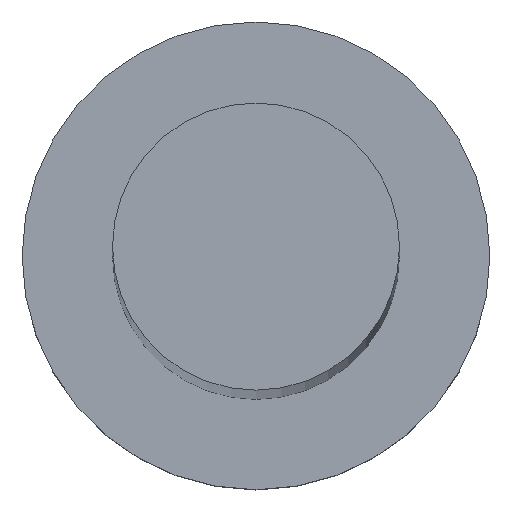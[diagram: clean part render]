
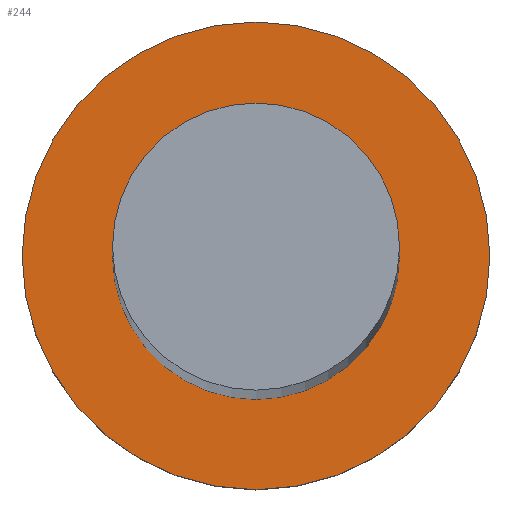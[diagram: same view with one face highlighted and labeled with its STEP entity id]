
A CAD part, top view. The second image highlights one B-rep face of the part: STEP entity #244.
In plain terms, the highlighted planar face has unit normal (0, 0, 1).
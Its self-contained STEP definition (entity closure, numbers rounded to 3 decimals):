
#1 = FACE_OUTER_BOUND ( 'NONE', #187, .T. ) ;
#3 = CIRCLE ( 'NONE', #91, 6.75 ) ;
#11 = CARTESIAN_POINT ( 'NONE',  ( 0., 0., 7. ) ) ;
#20 = VERTEX_POINT ( 'NONE', #236 ) ;
#24 = VERTEX_POINT ( 'NONE', #194 ) ;
#25 = PLANE ( 'NONE',  #33 ) ;
#26 = ORIENTED_EDGE ( 'NONE', *, *, #181, .F. ) ;
#28 = AXIS2_PLACEMENT_3D ( 'NONE', #241, #240, #179 ) ;
#33 = AXIS2_PLACEMENT_3D ( 'NONE', #210, #232, #110 ) ;
#41 = DIRECTION ( 'NONE',  ( 1., 0., 0. ) ) ;
#54 = CIRCLE ( 'NONE', #192, 11. ) ;
#75 = EDGE_CURVE ( 'NONE', #113, #24, #130, .T. ) ;
#79 = VERTEX_POINT ( 'NONE', #218 ) ;
#91 = AXIS2_PLACEMENT_3D ( 'NONE', #127, #168, #41 ) ;
#98 = ORIENTED_EDGE ( 'NONE', *, *, #75, .T. ) ;
#100 = DIRECTION ( 'NONE',  ( 0., 0., 1. ) ) ;
#104 = AXIS2_PLACEMENT_3D ( 'NONE', #11, #100, #118 ) ;
#110 = DIRECTION ( 'NONE',  ( 1., 0., 0. ) ) ;
#113 = VERTEX_POINT ( 'NONE', #222 ) ;
#118 = DIRECTION ( 'NONE',  ( 1., 0., 0. ) ) ;
#127 = CARTESIAN_POINT ( 'NONE',  ( 0., 0., 7. ) ) ;
#130 = CIRCLE ( 'NONE', #28, 11. ) ;
#133 = EDGE_LOOP ( 'NONE', ( #135, #26 ) ) ;
#135 = ORIENTED_EDGE ( 'NONE', *, *, #142, .F. ) ;
#142 = EDGE_CURVE ( 'NONE', #20, #79, #220, .T. ) ;
#168 = DIRECTION ( 'NONE',  ( 0., 0., 1. ) ) ;
#170 = ORIENTED_EDGE ( 'NONE', *, *, #186, .T. ) ;
#179 = DIRECTION ( 'NONE',  ( 1., 0., 0. ) ) ;
#181 = EDGE_CURVE ( 'NONE', #79, #20, #3, .T. ) ;
#186 = EDGE_CURVE ( 'NONE', #24, #113, #54, .T. ) ;
#187 = EDGE_LOOP ( 'NONE', ( #170, #98 ) ) ;
#191 = FACE_BOUND ( 'NONE', #133, .T. ) ;
#192 = AXIS2_PLACEMENT_3D ( 'NONE', #214, #212, #235 ) ;
#194 = CARTESIAN_POINT ( 'NONE',  ( -11., 0., 7. ) ) ;
#210 = CARTESIAN_POINT ( 'NONE',  ( 0., 0., 7. ) ) ;
#212 = DIRECTION ( 'NONE',  ( 0., 0., 1. ) ) ;
#214 = CARTESIAN_POINT ( 'NONE',  ( 0., 0., 7. ) ) ;
#218 = CARTESIAN_POINT ( 'NONE',  ( 6.75, 0., 7. ) ) ;
#220 = CIRCLE ( 'NONE', #104, 6.75 ) ;
#222 = CARTESIAN_POINT ( 'NONE',  ( 11., 0., 7. ) ) ;
#232 = DIRECTION ( 'NONE',  ( 0., 0., 1. ) ) ;
#235 = DIRECTION ( 'NONE',  ( 1., 0., 0. ) ) ;
#236 = CARTESIAN_POINT ( 'NONE',  ( -6.75, 0., 7. ) ) ;
#240 = DIRECTION ( 'NONE',  ( 0., 0., 1. ) ) ;
#241 = CARTESIAN_POINT ( 'NONE',  ( 0., 0., 7. ) ) ;
#244 = ADVANCED_FACE ( 'NONE', ( #191, #1 ), #25, .T. ) ;
